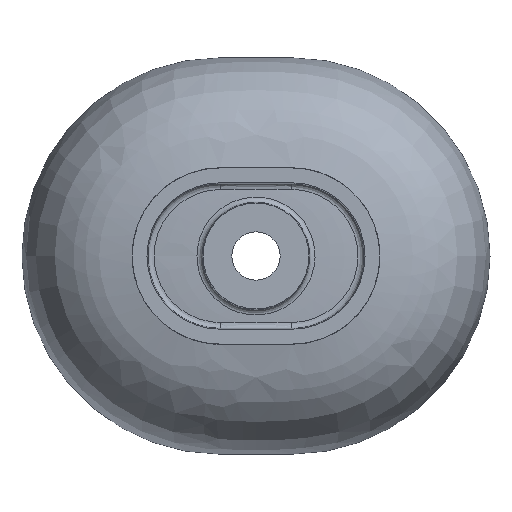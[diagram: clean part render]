
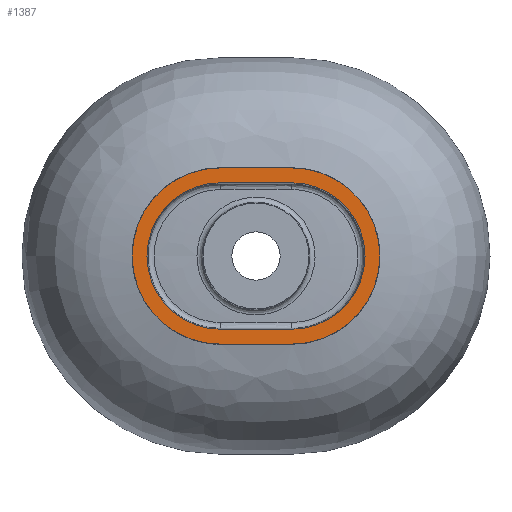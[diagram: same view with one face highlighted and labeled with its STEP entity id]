
A CAD part, front view. The second image highlights one B-rep face of the part: STEP entity #1387.
In plain terms, the highlighted planar face has unit normal (0, -1, 0).
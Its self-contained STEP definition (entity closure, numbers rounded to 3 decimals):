
#3 = VERTEX_POINT ( 'NONE', #2643 ) ;
#14 = DIRECTION ( 'NONE',  ( 0., 0., 1. ) ) ;
#31 = AXIS2_PLACEMENT_3D ( 'NONE', #2143, #2656, #2852 ) ;
#35 = CIRCLE ( 'NONE', #2471, 80. ) ;
#132 = CARTESIAN_POINT ( 'NONE',  ( 32.5, -140., 0. ) ) ;
#137 = EDGE_CURVE ( 'NONE', #518, #2736, #1784, .T. ) ;
#190 = ORIENTED_EDGE ( 'NONE', *, *, #2774, .T. ) ;
#191 = CARTESIAN_POINT ( 'NONE',  ( 32.5, -140., 66.5 ) ) ;
#209 = CARTESIAN_POINT ( 'NONE',  ( 32.5, -140., -66.5 ) ) ;
#229 = AXIS2_PLACEMENT_3D ( 'NONE', #132, #661, #1319 ) ;
#322 = LINE ( 'NONE', #992, #1079 ) ;
#400 = LINE ( 'NONE', #1304, #755 ) ;
#518 = VERTEX_POINT ( 'NONE', #2787 ) ;
#523 = DIRECTION ( 'NONE',  ( 0., -1., 0. ) ) ;
#524 = EDGE_CURVE ( 'NONE', #1861, #518, #2421, .T. ) ;
#563 = VECTOR ( 'NONE', #907, 1000. ) ;
#628 = LINE ( 'NONE', #853, #1558 ) ;
#661 = DIRECTION ( 'NONE',  ( 0., -1., 0. ) ) ;
#684 = ORIENTED_EDGE ( 'NONE', *, *, #2287, .F. ) ;
#752 = AXIS2_PLACEMENT_3D ( 'NONE', #2577, #523, #1439 ) ;
#755 = VECTOR ( 'NONE', #1099, 1000. ) ;
#800 = CIRCLE ( 'NONE', #2763, 66.5 ) ;
#804 = CIRCLE ( 'NONE', #229, 80. ) ;
#853 = CARTESIAN_POINT ( 'NONE',  ( -32.5, -140., -80. ) ) ;
#877 = ORIENTED_EDGE ( 'NONE', *, *, #2737, .T. ) ;
#907 = DIRECTION ( 'NONE',  ( -1., 0., 0. ) ) ;
#949 = ORIENTED_EDGE ( 'NONE', *, *, #2612, .T. ) ;
#992 = CARTESIAN_POINT ( 'NONE',  ( -32.5, -140., -66.5 ) ) ;
#993 = ORIENTED_EDGE ( 'NONE', *, *, #137, .F. ) ;
#1079 = VECTOR ( 'NONE', #1964, 1000. ) ;
#1099 = DIRECTION ( 'NONE',  ( -1., 0., 0. ) ) ;
#1155 = ORIENTED_EDGE ( 'NONE', *, *, #1191, .F. ) ;
#1180 = CARTESIAN_POINT ( 'NONE',  ( -32.5, -140., -66.5 ) ) ;
#1184 = EDGE_LOOP ( 'NONE', ( #190, #877, #949, #2478 ) ) ;
#1191 = EDGE_CURVE ( 'NONE', #2736, #1663, #800, .T. ) ;
#1200 = VERTEX_POINT ( 'NONE', #2352 ) ;
#1229 = CARTESIAN_POINT ( 'NONE',  ( -32.5, -140., -80. ) ) ;
#1304 = CARTESIAN_POINT ( 'NONE',  ( 32.5, -140., 80. ) ) ;
#1319 = DIRECTION ( 'NONE',  ( 0., 0., 1. ) ) ;
#1373 = VERTEX_POINT ( 'NONE', #1229 ) ;
#1387 = ADVANCED_FACE ( 'NONE', ( #2186, #2200 ), #1489, .F. ) ;
#1439 = DIRECTION ( 'NONE',  ( 0., 0., 1. ) ) ;
#1489 = PLANE ( 'NONE',  #31 ) ;
#1512 = VERTEX_POINT ( 'NONE', #1764 ) ;
#1526 = EDGE_LOOP ( 'NONE', ( #1155, #993, #1728, #684 ) ) ;
#1558 = VECTOR ( 'NONE', #1731, 1000. ) ;
#1663 = VERTEX_POINT ( 'NONE', #1180 ) ;
#1728 = ORIENTED_EDGE ( 'NONE', *, *, #524, .F. ) ;
#1731 = DIRECTION ( 'NONE',  ( 1., 0., 0. ) ) ;
#1759 = DIRECTION ( 'NONE',  ( 0., -1., 0. ) ) ;
#1764 = CARTESIAN_POINT ( 'NONE',  ( 32.5, -140., -80. ) ) ;
#1784 = LINE ( 'NONE', #191, #563 ) ;
#1861 = VERTEX_POINT ( 'NONE', #209 ) ;
#1964 = DIRECTION ( 'NONE',  ( 1., 0., 0. ) ) ;
#2001 = CARTESIAN_POINT ( 'NONE',  ( -32.5, -140., 66.5 ) ) ;
#2114 = CARTESIAN_POINT ( 'NONE',  ( -32.5, -140., 0. ) ) ;
#2143 = CARTESIAN_POINT ( 'NONE',  ( 32.5, -140., 0. ) ) ;
#2186 = FACE_OUTER_BOUND ( 'NONE', #1184, .T. ) ;
#2200 = FACE_BOUND ( 'NONE', #1526, .T. ) ;
#2209 = DIRECTION ( 'NONE',  ( 0., 0., 1. ) ) ;
#2287 = EDGE_CURVE ( 'NONE', #1663, #1861, #322, .T. ) ;
#2352 = CARTESIAN_POINT ( 'NONE',  ( 32.5, -140., 80. ) ) ;
#2421 = CIRCLE ( 'NONE', #752, 66.5 ) ;
#2437 = CARTESIAN_POINT ( 'NONE',  ( -32.5, -140., 0. ) ) ;
#2471 = AXIS2_PLACEMENT_3D ( 'NONE', #2437, #1759, #2209 ) ;
#2478 = ORIENTED_EDGE ( 'NONE', *, *, #2882, .T. ) ;
#2537 = DIRECTION ( 'NONE',  ( 0., -1., 0. ) ) ;
#2577 = CARTESIAN_POINT ( 'NONE',  ( 32.5, -140., 0. ) ) ;
#2612 = EDGE_CURVE ( 'NONE', #1512, #1200, #804, .T. ) ;
#2643 = CARTESIAN_POINT ( 'NONE',  ( -32.5, -140., 80. ) ) ;
#2656 = DIRECTION ( 'NONE',  ( 0., 1., 0. ) ) ;
#2736 = VERTEX_POINT ( 'NONE', #2001 ) ;
#2737 = EDGE_CURVE ( 'NONE', #1373, #1512, #628, .T. ) ;
#2763 = AXIS2_PLACEMENT_3D ( 'NONE', #2114, #2537, #14 ) ;
#2774 = EDGE_CURVE ( 'NONE', #3, #1373, #35, .T. ) ;
#2787 = CARTESIAN_POINT ( 'NONE',  ( 32.5, -140., 66.5 ) ) ;
#2852 = DIRECTION ( 'NONE',  ( 0., 0., 1. ) ) ;
#2882 = EDGE_CURVE ( 'NONE', #1200, #3, #400, .T. ) ;
